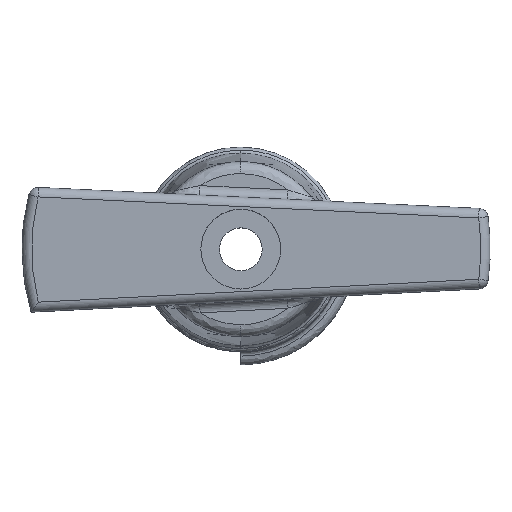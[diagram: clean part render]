
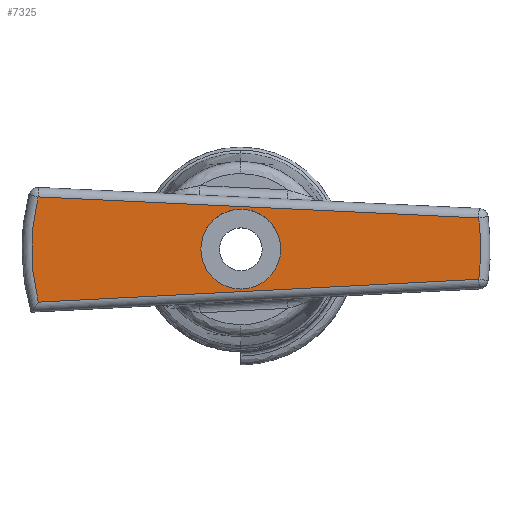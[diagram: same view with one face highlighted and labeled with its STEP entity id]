
A CAD part, top view. The second image highlights one B-rep face of the part: STEP entity #7325.
In plain terms, the highlighted planar face has unit normal (0, 0, 1).
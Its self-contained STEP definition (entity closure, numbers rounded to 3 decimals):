
#53=FACE_BOUND('',#1217,.T.);
#97=PLANE('',#7562);
#780=FACE_OUTER_BOUND('',#1216,.T.);
#1216=EDGE_LOOP('',(#6688,#6689,#6690,#6691));
#1217=EDGE_LOOP('',(#6692));
#1609=LINE('',#18180,#2000);
#1620=LINE('',#18580,#2011);
#2000=VECTOR('',#8279,10.);
#2011=VECTOR('',#8326,10.);
#2117=CIRCLE('',#7516,25.219);
#2128=CIRCLE('',#7531,22.);
#2144=CIRCLE('',#7563,4.2);
#3419=VERTEX_POINT('',#17853);
#3429=VERTEX_POINT('',#17908);
#3449=VERTEX_POINT('',#18157);
#3450=VERTEX_POINT('',#18161);
#3475=VERTEX_POINT('',#19001);
#4480=EDGE_CURVE('',#3429,#3419,#2117,.T.);
#4507=EDGE_CURVE('',#3450,#3449,#2128,.T.);
#4510=EDGE_CURVE('',#3449,#3429,#1609,.T.);
#4548=EDGE_CURVE('',#3419,#3450,#1620,.T.);
#4566=EDGE_CURVE('',#3475,#3475,#2144,.T.);
#6688=ORIENTED_EDGE('',*,*,#4507,.F.);
#6689=ORIENTED_EDGE('',*,*,#4548,.F.);
#6690=ORIENTED_EDGE('',*,*,#4480,.F.);
#6691=ORIENTED_EDGE('',*,*,#4510,.F.);
#6692=ORIENTED_EDGE('',*,*,#4566,.T.);
#7325=ADVANCED_FACE('',(#780,#53),#97,.T.);
#7516=AXIS2_PLACEMENT_3D('',#17915,#8239,#8240);
#7531=AXIS2_PLACEMENT_3D('',#18162,#8273,#8274);
#7562=AXIS2_PLACEMENT_3D('',#19000,#8353,#8354);
#7563=AXIS2_PLACEMENT_3D('',#19002,#8355,#8356);
#8239=DIRECTION('center_axis',(0.,0.,
-1.));
#8240=DIRECTION('ref_axis',(1.,0.002,0.));
#8273=DIRECTION('center_axis',(0.,0.,
-1.));
#8274=DIRECTION('ref_axis',(-1.,-0.002,0.));
#8279=DIRECTION('',(0.999,-0.048,0.));
#8326=DIRECTION('',(-0.999,-0.052,0.));
#8353=DIRECTION('center_axis',(0.,0.,
1.));
#8354=DIRECTION('ref_axis',(0.,-1.,0.));
#8355=DIRECTION('center_axis',(0.,0.,
-1.));
#8356=DIRECTION('ref_axis',(-1.,0.,0.));
#17853=CARTESIAN_POINT('',(50.017,-3.179,34.132));
#17908=CARTESIAN_POINT('',(50.005,3.277,34.132));
#17915=CARTESIAN_POINT('Origin',(25.,0.,34.132));
#18157=CARTESIAN_POINT('',(3.693,5.48,34.132));
#18161=CARTESIAN_POINT('',(3.719,-5.577,34.132));
#18162=CARTESIAN_POINT('Origin',(25.,0.,34.132));
#18180=CARTESIAN_POINT('',(2.192,5.551,34.132));
#18580=CARTESIAN_POINT('',(26.175,-4.414,34.132));
#19000=CARTESIAN_POINT('Origin',(1.219,-0.063,34.132));
#19001=CARTESIAN_POINT('',(29.2,0.,34.132));
#19002=CARTESIAN_POINT('Origin',(25.,0.,34.132));
